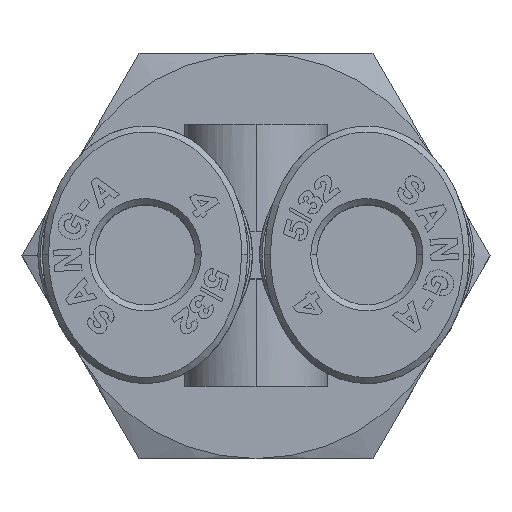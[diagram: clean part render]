
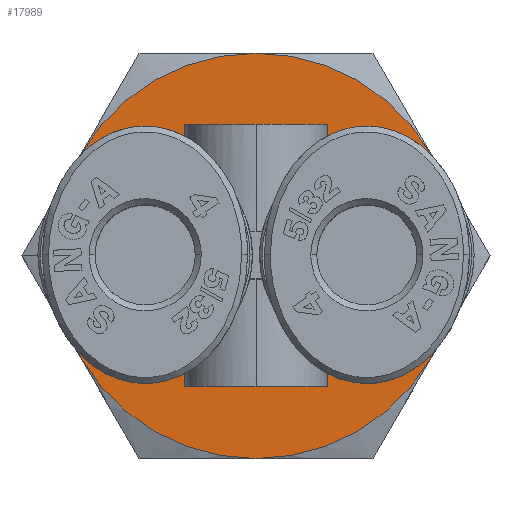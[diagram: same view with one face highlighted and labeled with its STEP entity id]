
A CAD part, top view. The second image highlights one B-rep face of the part: STEP entity #17989.
In plain terms, the highlighted face is planar.
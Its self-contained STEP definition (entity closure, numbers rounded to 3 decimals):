
#838 = EDGE_CURVE ( 'NONE', #10314, #2593, #21795, .T. ) ;
#842 = ORIENTED_EDGE ( 'NONE', *, *, #17021, .F. ) ;
#1068 = EDGE_CURVE ( 'NONE', #28631, #10314, #26055, .T. ) ;
#1543 = CIRCLE ( 'NONE', #28126, 8.5 ) ;
#2208 = CARTESIAN_POINT ( 'NONE',  ( -18.2, 0., -4.65 ) ) ;
#2593 = VERTEX_POINT ( 'NONE', #33353 ) ;
#3320 = CARTESIAN_POINT ( 'NONE',  ( -18.2, 0., -4.65 ) ) ;
#6388 = CARTESIAN_POINT ( 'NONE',  ( -18.2, -4.25, 2.711 ) ) ;
#6646 = EDGE_LOOP ( 'NONE', ( #29477, #26658 ) ) ;
#7361 = EDGE_CURVE ( 'NONE', #11559, #28631, #15533, .T. ) ;
#8149 = DIRECTION ( 'NONE',  ( 0., 0., 1. ) ) ;
#8293 = ORIENTED_EDGE ( 'NONE', *, *, #1068, .F. ) ;
#9062 = EDGE_CURVE ( 'NONE', #31994, #13984, #25286, .T. ) ;
#9090 = CIRCLE ( 'NONE', #21202, 8.5 ) ;
#9450 = AXIS2_PLACEMENT_3D ( 'NONE', #28334, #31036, #34003 ) ;
#9558 = CIRCLE ( 'NONE', #21934, 8.5 ) ;
#9602 = CARTESIAN_POINT ( 'NONE',  ( -18.2, -8.5, -4.65 ) ) ;
#9918 = CIRCLE ( 'NONE', #9450, 8.5 ) ;
#10314 = VERTEX_POINT ( 'NONE', #23933 ) ;
#11559 = VERTEX_POINT ( 'NONE', #29412 ) ;
#11975 = FACE_BOUND ( 'NONE', #6646, .T. ) ;
#12100 = DIRECTION ( 'NONE',  ( -1., 0., 0. ) ) ;
#12646 = DIRECTION ( 'NONE',  ( 0., 0., 1. ) ) ;
#12881 = CARTESIAN_POINT ( 'NONE',  ( -18.2, 0., -4.65 ) ) ;
#13110 = DIRECTION ( 'NONE',  ( -1., 0., 0. ) ) ;
#13225 = CARTESIAN_POINT ( 'NONE',  ( -18.2, 0., 3.85 ) ) ;
#13661 = CARTESIAN_POINT ( 'NONE',  ( -18.2, 0., -4.65 ) ) ;
#13930 = ORIENTED_EDGE ( 'NONE', *, *, #7361, .F. ) ;
#13984 = VERTEX_POINT ( 'NONE', #21743 ) ;
#14499 = DIRECTION ( 'NONE',  ( -1., 0., 0. ) ) ;
#15533 = CIRCLE ( 'NONE', #27711, 8.5 ) ;
#15614 = DIRECTION ( 'NONE',  ( -1., 0., 0. ) ) ;
#15911 = DIRECTION ( 'NONE',  ( -1., 0., 0. ) ) ;
#16160 = AXIS2_PLACEMENT_3D ( 'NONE', #25341, #12100, #17298 ) ;
#16260 = ORIENTED_EDGE ( 'NONE', *, *, #33723, .F. ) ;
#16476 = ORIENTED_EDGE ( 'NONE', *, *, #18005, .F. ) ;
#16972 = VERTEX_POINT ( 'NONE', #6388 ) ;
#17021 = EDGE_CURVE ( 'NONE', #16972, #33877, #9558, .T. ) ;
#17187 = DIRECTION ( 'NONE',  ( 0., 0., -1. ) ) ;
#17298 = DIRECTION ( 'NONE',  ( 0., 0., 1. ) ) ;
#17589 = PLANE ( 'NONE',  #19168 ) ;
#17989 = ADVANCED_FACE ( 'NONE', ( #11975, #21272 ), #17589, .T. ) ;
#18005 = EDGE_CURVE ( 'NONE', #25017, #16972, #9918, .T. ) ;
#18105 = DIRECTION ( 'NONE',  ( 0., 0., 1. ) ) ;
#18569 = CARTESIAN_POINT ( 'NONE',  ( -18.2, 8.5, -4.65 ) ) ;
#18761 = DIRECTION ( 'NONE',  ( 0., 0., -1. ) ) ;
#19168 = AXIS2_PLACEMENT_3D ( 'NONE', #33888, #23254, #22904 ) ;
#20958 = ORIENTED_EDGE ( 'NONE', *, *, #838, .F. ) ;
#21202 = AXIS2_PLACEMENT_3D ( 'NONE', #12881, #13110, #12646 ) ;
#21272 = FACE_OUTER_BOUND ( 'NONE', #35044, .T. ) ;
#21743 = CARTESIAN_POINT ( 'NONE',  ( -18.2, 0., -9.15 ) ) ;
#21795 = CIRCLE ( 'NONE', #25422, 8.5 ) ;
#21934 = AXIS2_PLACEMENT_3D ( 'NONE', #3320, #14499, #33394 ) ;
#22438 = ORIENTED_EDGE ( 'NONE', *, *, #23556, .F. ) ;
#22904 = DIRECTION ( 'NONE',  ( 0., 0., -1. ) ) ;
#23254 = DIRECTION ( 'NONE',  ( 1., 0., 0. ) ) ;
#23414 = DIRECTION ( 'NONE',  ( 0., 0., 1. ) ) ;
#23556 = EDGE_CURVE ( 'NONE', #33877, #11559, #1543, .T. ) ;
#23933 = CARTESIAN_POINT ( 'NONE',  ( -18.2, 4.25, -12.011 ) ) ;
#24433 = DIRECTION ( 'NONE',  ( -1., 0., 0. ) ) ;
#24999 = CARTESIAN_POINT ( 'NONE',  ( -18.2, 0., -4.65 ) ) ;
#25017 = VERTEX_POINT ( 'NONE', #9602 ) ;
#25237 = DIRECTION ( 'NONE',  ( -1., 0., 0. ) ) ;
#25286 = CIRCLE ( 'NONE', #28873, 4.5 ) ;
#25341 = CARTESIAN_POINT ( 'NONE',  ( -18.2, 0., -4.65 ) ) ;
#25422 = AXIS2_PLACEMENT_3D ( 'NONE', #13661, #24433, #8149 ) ;
#26055 = CIRCLE ( 'NONE', #16160, 8.5 ) ;
#26269 = CARTESIAN_POINT ( 'NONE',  ( -18.2, 0., -4.65 ) ) ;
#26658 = ORIENTED_EDGE ( 'NONE', *, *, #9062, .T. ) ;
#27711 = AXIS2_PLACEMENT_3D ( 'NONE', #31656, #31779, #23414 ) ;
#28126 = AXIS2_PLACEMENT_3D ( 'NONE', #26269, #15614, #18105 ) ;
#28334 = CARTESIAN_POINT ( 'NONE',  ( -18.2, 0., -4.65 ) ) ;
#28631 = VERTEX_POINT ( 'NONE', #18569 ) ;
#28873 = AXIS2_PLACEMENT_3D ( 'NONE', #24999, #25237, #17187 ) ;
#29412 = CARTESIAN_POINT ( 'NONE',  ( -18.2, 4.25, 2.711 ) ) ;
#29477 = ORIENTED_EDGE ( 'NONE', *, *, #35085, .T. ) ;
#29754 = AXIS2_PLACEMENT_3D ( 'NONE', #2208, #15911, #18761 ) ;
#31036 = DIRECTION ( 'NONE',  ( -1., 0., 0. ) ) ;
#31656 = CARTESIAN_POINT ( 'NONE',  ( -18.2, 0., -4.65 ) ) ;
#31779 = DIRECTION ( 'NONE',  ( -1., 0., 0. ) ) ;
#31994 = VERTEX_POINT ( 'NONE', #32889 ) ;
#32663 = CIRCLE ( 'NONE', #29754, 4.5 ) ;
#32889 = CARTESIAN_POINT ( 'NONE',  ( -18.2, 0., -0.15 ) ) ;
#33353 = CARTESIAN_POINT ( 'NONE',  ( -18.2, -4.25, -12.011 ) ) ;
#33394 = DIRECTION ( 'NONE',  ( 0., 0., 1. ) ) ;
#33723 = EDGE_CURVE ( 'NONE', #2593, #25017, #9090, .T. ) ;
#33877 = VERTEX_POINT ( 'NONE', #13225 ) ;
#33888 = CARTESIAN_POINT ( 'NONE',  ( -18.2, -2.8, -4.65 ) ) ;
#34003 = DIRECTION ( 'NONE',  ( 0., 0., 1. ) ) ;
#35044 = EDGE_LOOP ( 'NONE', ( #16260, #20958, #8293, #13930, #22438, #842, #16476 ) ) ;
#35085 = EDGE_CURVE ( 'NONE', #13984, #31994, #32663, .T. ) ;
